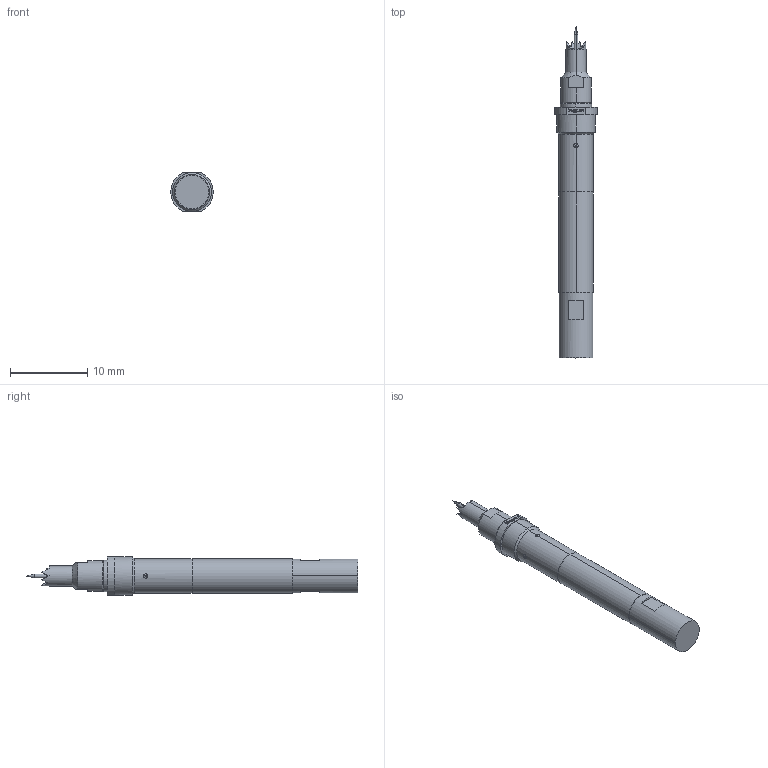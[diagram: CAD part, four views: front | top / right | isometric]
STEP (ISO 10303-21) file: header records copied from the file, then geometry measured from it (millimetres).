
FILE_DESCRIPTION (( 'STEP AP203' ), '1' );
FILE_NAME ('INGUN_HFS-8x0_201_051_A_xx06_S_4M.STEP', '2022-04-26T12:27:42', ( 'ochi' ), ( '' ), 'SwSTEP 2.0', 'SolidWorks 2018', '' );
FILE_SCHEMA (( 'CONFIG_CONTROL_DESIGN' ));
Length unit declared in the file: millimetre
Products named in the file (1): INGUN_HFS-8x0_201_051_A_xx06_S_4M
Bounding box: 5.48 x 43 x 5 mm (x, y, z)
Volume: 591.7 mm3; surface area: 597 mm2
Topology: 1 solids, 1 shells, 145 faces, 359 edges, 230 vertices
Faces by surface type: plane 81, bspline 30, cylinder 23, cone 11
Entity records: 5605 total; most frequent: CARTESIAN_POINT 2413, ORIENTED_EDGE 714, DIRECTION 531, EDGE_CURVE 357, VERTEX_POINT 230, AXIS2_PLACEMENT_3D 187, EDGE_LOOP 161, VECTOR 157
